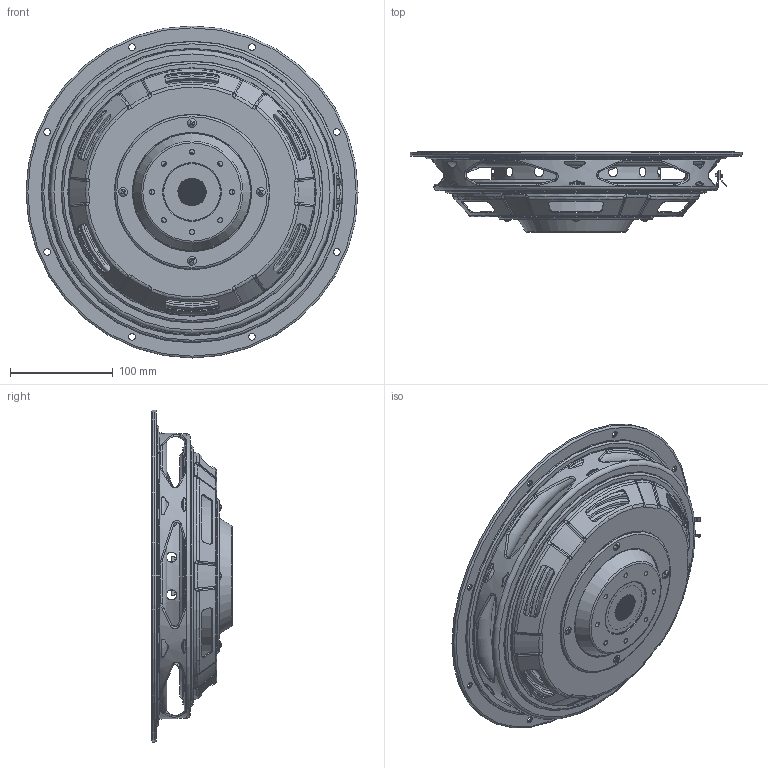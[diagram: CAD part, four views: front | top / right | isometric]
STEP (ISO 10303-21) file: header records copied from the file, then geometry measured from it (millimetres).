
FILE_DESCRIPTION (( 'STEP AP203' ), '1' );
FILE_NAME ('470A-12INCHX4 WF.STEP', '2024-04-10T01:06:37', ( '微软用户' ), ( '微软中国' ), 'SwSTEP 2.0', 'SolidWorks 2020', '' );
FILE_SCHEMA (( 'CONFIG_CONTROL_DESIGN' ));
Length unit declared in the file: millimetre
Products named in the file (1): 470A-12INCHX4 WF
Bounding box: 323 x 77.9 x 323 mm (x, y, z)
Surface area: 452979.2 mm2 (no closed solid volume)
Topology: 0 solids, 31 shells, 948 faces, 5844 edges, 4846 vertices
Faces by surface type: plane 501, bspline 255, torus 71, cylinder 58, cone 55, sphere 8
Full cylindrical faces by diameter (mm): 1 x1, 1.5 x1, 5 x8, 6.5 x8, 10.5 x8, 55 x1, 56 x1, 116 x1, 146 x1, 156 x1, 165.8 x1, 166 x1, 221 x1, 232.5 x2, 249.5 x1, 250 x1, 272.107 x1, 286.5 x1, 320.6 x1, 323 x1
Entity records: 72432 total; most frequent: CARTESIAN_POINT 31237, ORIENTED_EDGE 7185, DIRECTION 6805, EDGE_CURVE 5686, VERTEX_POINT 4815, VECTOR 4183, LINE 4183, EDGE_LOOP 1879
